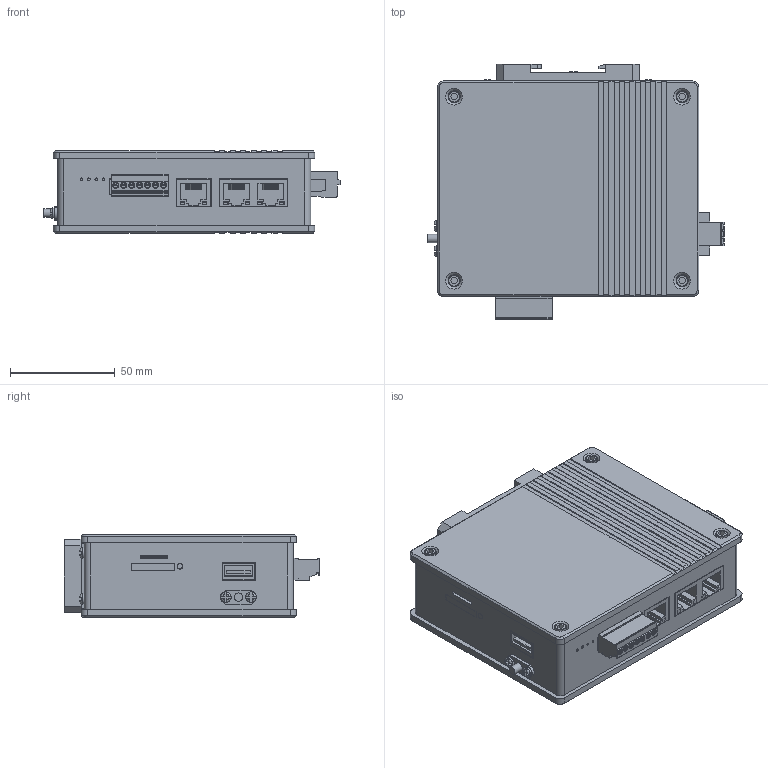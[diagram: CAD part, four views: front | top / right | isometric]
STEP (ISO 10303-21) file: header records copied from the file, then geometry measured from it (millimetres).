
FILE_DESCRIPTION(/* description */ (''),/* implementation_level */ '2;1');
FILE_NAME(/* name */ 'HC-HDMI-2024-04-01.stp',/* time_stamp */ '2024-04-01T14:49:31+08:00',/* author */ (''),/* organization */ (''),/* preprocessor_version */ 'ST-DEVELOPER v15',/* originating_system */ 'SIEMENS PLM Software NX 8.5',/* authorisation */ '');
FILE_SCHEMA (('CONFIG_CONTROL_DESIGN'));
Products named in the file (1): HC-HDMI-2024-04-01
Bounding box: 141.55 x 122.1 x 39.6 mm (x, y, z)
Volume: 154212.1 mm3; surface area: 149718.4 mm2
Topology: 51 solids, 51 shells, 5870 faces, 15842 edges, 10162 vertices
Faces by surface type: plane 3900, cylinder 1298, cone 244, torus 219, bspline 157, sphere 52
Full cylindrical faces by diameter (mm): 1.2 x8, 2.1 x6, 2.5 x12, 2.6 x9, 2.8 x3, 3 x20, 3.2 x8, 3.5 x9, 3.7 x1, 4 x2, 4.5 x1, 5 x11, 5.5 x8, 6 x8
Entity records: 215018 total; most frequent: CARTESIAN_POINT 69237, ORIENTED_EDGE 31236, DIRECTION 28662, EDGE_CURVE 15618, LINE 11076, VECTOR 11076, VERTEX_POINT 10114, AXIS2_PLACEMENT_3D 8793
